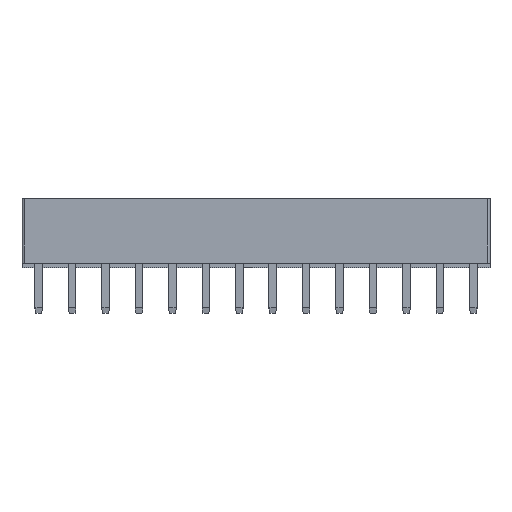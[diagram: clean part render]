
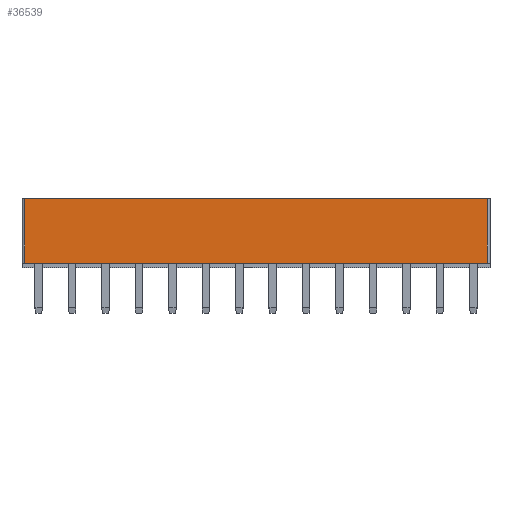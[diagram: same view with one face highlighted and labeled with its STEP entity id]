
A CAD part, top view. The second image highlights one B-rep face of the part: STEP entity #36539.
In plain terms, the highlighted planar face has unit normal (0, 0, 1).
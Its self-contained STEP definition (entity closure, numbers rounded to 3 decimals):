
#2123 = EDGE_CURVE ( 'NONE', #17020, #34144, #16940, .T. ) ;
#2330 = VECTOR ( 'NONE', #34481, 1000. ) ;
#2755 = ORIENTED_EDGE ( 'NONE', *, *, #37928, .T. ) ;
#3076 = EDGE_LOOP ( 'NONE', ( #37788, #2755, #5121, #11117 ) ) ;
#5121 = ORIENTED_EDGE ( 'NONE', *, *, #23307, .F. ) ;
#6096 = VECTOR ( 'NONE', #6342, 1000. ) ;
#6282 = LINE ( 'NONE', #37589, #7265 ) ;
#6342 = DIRECTION ( 'NONE',  ( 1., 0., 0. ) ) ;
#7265 = VECTOR ( 'NONE', #18938, 1000. ) ;
#9337 = CARTESIAN_POINT ( 'NONE',  ( -17.58, 8.7, 5.08 ) ) ;
#9742 = EDGE_CURVE ( 'NONE', #39537, #17020, #6282, .T. ) ;
#9866 = VECTOR ( 'NONE', #26574, 1000. ) ;
#11117 = ORIENTED_EDGE ( 'NONE', *, *, #9742, .T. ) ;
#11251 = DIRECTION ( 'NONE',  ( -1., 0., 0. ) ) ;
#14954 = CARTESIAN_POINT ( 'NONE',  ( -17.58, 3.8, 5.08 ) ) ;
#16940 = LINE ( 'NONE', #19315, #6096 ) ;
#17020 = VERTEX_POINT ( 'NONE', #14954 ) ;
#17211 = FACE_OUTER_BOUND ( 'NONE', #3076, .T. ) ;
#17240 = CARTESIAN_POINT ( 'NONE',  ( 17.58, 3.8, 5.08 ) ) ;
#17304 = PLANE ( 'NONE',  #24593 ) ;
#18938 = DIRECTION ( 'NONE',  ( 0., -1., 0. ) ) ;
#19315 = CARTESIAN_POINT ( 'NONE',  ( -17.78, 3.8, 5.08 ) ) ;
#20631 = DIRECTION ( 'NONE',  ( 0., 0., -1. ) ) ;
#23307 = EDGE_CURVE ( 'NONE', #39537, #36746, #29192, .T. ) ;
#23659 = CARTESIAN_POINT ( 'NONE',  ( -17.78, 8.7, 5.08 ) ) ;
#24593 = AXIS2_PLACEMENT_3D ( 'NONE', #23659, #20631, #11251 ) ;
#26574 = DIRECTION ( 'NONE',  ( 1., 0., 0. ) ) ;
#29192 = LINE ( 'NONE', #32138, #9866 ) ;
#31104 = LINE ( 'NONE', #37100, #2330 ) ;
#32138 = CARTESIAN_POINT ( 'NONE',  ( -17.78, 8.7, 5.08 ) ) ;
#34144 = VERTEX_POINT ( 'NONE', #17240 ) ;
#34481 = DIRECTION ( 'NONE',  ( 0., 1., 0. ) ) ;
#34717 = CARTESIAN_POINT ( 'NONE',  ( 17.58, 8.7, 5.08 ) ) ;
#36539 = ADVANCED_FACE ( 'NONE', ( #17211 ), #17304, .F. ) ;
#36746 = VERTEX_POINT ( 'NONE', #34717 ) ;
#37100 = CARTESIAN_POINT ( 'NONE',  ( 17.58, 8.7, 5.08 ) ) ;
#37589 = CARTESIAN_POINT ( 'NONE',  ( -17.58, 8.7, 5.08 ) ) ;
#37788 = ORIENTED_EDGE ( 'NONE', *, *, #2123, .T. ) ;
#37928 = EDGE_CURVE ( 'NONE', #34144, #36746, #31104, .T. ) ;
#39537 = VERTEX_POINT ( 'NONE', #9337 ) ;
